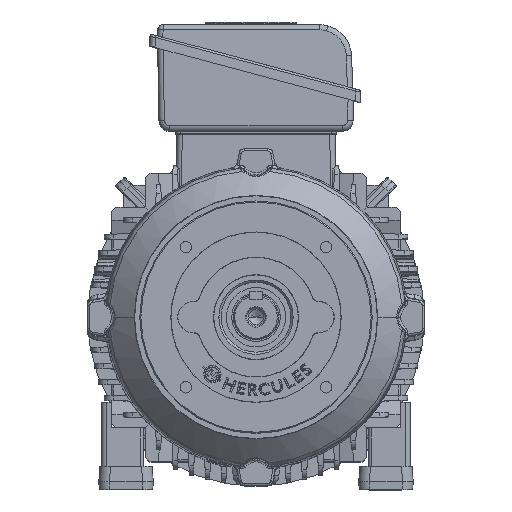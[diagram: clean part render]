
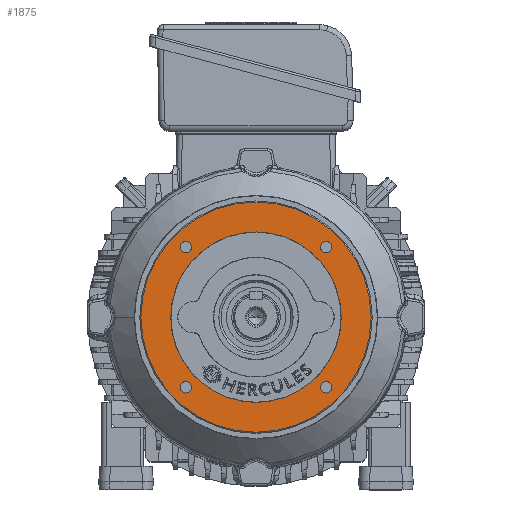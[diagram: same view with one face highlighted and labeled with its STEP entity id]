
A CAD part, top view. The second image highlights one B-rep face of the part: STEP entity #1875.
In plain terms, the highlighted face is planar.
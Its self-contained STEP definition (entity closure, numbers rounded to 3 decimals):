
#610 = DIRECTION ( 'NONE',  ( 0., 0., -1. ) ) ;
#1334 = VERTEX_POINT ( 'NONE', #13780 ) ;
#1565 = DIRECTION ( 'NONE',  ( -1., 0., 0. ) ) ;
#1875 = ADVANCED_FACE ( 'NONE', ( #55307, #93467, #65670, #94754, #16500, #6169 ), #36537, .T. ) ;
#2876 = AXIS2_PLACEMENT_3D ( 'NONE', #46415, #74902, #116264 ) ;
#6169 = FACE_BOUND ( 'NONE', #104375, .T. ) ;
#8995 = VERTEX_POINT ( 'NONE', #104631 ) ;
#9052 = EDGE_CURVE ( 'NONE', #102228, #53408, #45839, .T. ) ;
#9069 = DIRECTION ( 'NONE',  ( -1., 0., 0. ) ) ;
#9824 = ORIENTED_EDGE ( 'NONE', *, *, #87194, .F. ) ;
#11131 = CARTESIAN_POINT ( 'NONE',  ( -11., 0., -106.95 ) ) ;
#11722 = EDGE_CURVE ( 'NONE', #95831, #78329, #47957, .T. ) ;
#12481 = ORIENTED_EDGE ( 'NONE', *, *, #60637, .T. ) ;
#13780 = CARTESIAN_POINT ( 'NONE',  ( -11., -65.125, 59.766 ) ) ;
#14991 = CARTESIAN_POINT ( 'NONE',  ( -11., 0., 0. ) ) ;
#16500 = FACE_BOUND ( 'NONE', #97358, .T. ) ;
#18621 = CARTESIAN_POINT ( 'NONE',  ( -11., 0., 79.172 ) ) ;
#20450 = CARTESIAN_POINT ( 'NONE',  ( -11., -65.125, -70.483 ) ) ;
#20544 = CARTESIAN_POINT ( 'NONE',  ( -11., 65.125, -59.766 ) ) ;
#27549 = CARTESIAN_POINT ( 'NONE',  ( -11., -65.125, 70.483 ) ) ;
#29172 = EDGE_CURVE ( 'NONE', #8995, #93235, #92717, .T. ) ;
#29885 = CARTESIAN_POINT ( 'NONE',  ( -11., -65.125, -59.766 ) ) ;
#30556 = ORIENTED_EDGE ( 'NONE', *, *, #33298, .F. ) ;
#33298 = EDGE_CURVE ( 'NONE', #37984, #34587, #113646, .T. ) ;
#34172 = DIRECTION ( 'NONE',  ( 0., 0., 1. ) ) ;
#34587 = VERTEX_POINT ( 'NONE', #20450 ) ;
#36537 = PLANE ( 'NONE',  #90356 ) ;
#36653 = AXIS2_PLACEMENT_3D ( 'NONE', #44509, #83953, #123425 ) ;
#37984 = VERTEX_POINT ( 'NONE', #29885 ) ;
#40391 = CARTESIAN_POINT ( 'NONE',  ( -11., 65.125, -65.125 ) ) ;
#40560 = AXIS2_PLACEMENT_3D ( 'NONE', #55466, #65823, #67091 ) ;
#40924 = CIRCLE ( 'NONE', #121422, 106.95 ) ;
#41413 = ORIENTED_EDGE ( 'NONE', *, *, #46522, .F. ) ;
#44327 = DIRECTION ( 'NONE',  ( 0., 0., 1. ) ) ;
#44509 = CARTESIAN_POINT ( 'NONE',  ( -11., 65.125, 65.125 ) ) ;
#44684 = CIRCLE ( 'NONE', #40560, 5.358 ) ;
#44772 = DIRECTION ( 'NONE',  ( 0., 0., 1. ) ) ;
#45384 = DIRECTION ( 'NONE',  ( 0., 0., 1. ) ) ;
#45425 = DIRECTION ( 'NONE',  ( -1., 0., 0. ) ) ;
#45839 = CIRCLE ( 'NONE', #118153, 79.172 ) ;
#46415 = CARTESIAN_POINT ( 'NONE',  ( -11., -65.125, -65.125 ) ) ;
#46522 = EDGE_CURVE ( 'NONE', #53408, #102228, #95730, .T. ) ;
#46580 = AXIS2_PLACEMENT_3D ( 'NONE', #14991, #54426, #45384 ) ;
#46864 = AXIS2_PLACEMENT_3D ( 'NONE', #66763, #45425, #44772 ) ;
#47957 = CIRCLE ( 'NONE', #120283, 5.358 ) ;
#51207 = DIRECTION ( 'NONE',  ( 0., 0., -1. ) ) ;
#51670 = CARTESIAN_POINT ( 'NONE',  ( -11., 65.125, 65.125 ) ) ;
#52253 = CIRCLE ( 'NONE', #97684, 5.358 ) ;
#52480 = DIRECTION ( 'NONE',  ( -1., 0., 0. ) ) ;
#53383 = CARTESIAN_POINT ( 'NONE',  ( -11., 107.95, 0. ) ) ;
#53408 = VERTEX_POINT ( 'NONE', #18621 ) ;
#53769 = VERTEX_POINT ( 'NONE', #27549 ) ;
#53833 = ORIENTED_EDGE ( 'NONE', *, *, #11722, .F. ) ;
#54426 = DIRECTION ( 'NONE',  ( -1., 0., 0. ) ) ;
#55307 = FACE_OUTER_BOUND ( 'NONE', #58712, .T. ) ;
#55466 = CARTESIAN_POINT ( 'NONE',  ( -11., 65.125, -65.125 ) ) ;
#57061 = EDGE_CURVE ( 'NONE', #1334, #53769, #65539, .T. ) ;
#58519 = DIRECTION ( 'NONE',  ( 0., 0., 1. ) ) ;
#58712 = EDGE_LOOP ( 'NONE', ( #95152, #12481 ) ) ;
#60637 = EDGE_CURVE ( 'NONE', #102406, #87709, #89971, .T. ) ;
#61801 = ORIENTED_EDGE ( 'NONE', *, *, #73131, .F. ) ;
#63880 = CARTESIAN_POINT ( 'NONE',  ( -11., -65.125, -65.125 ) ) ;
#65539 = CIRCLE ( 'NONE', #46864, 5.358 ) ;
#65670 = FACE_BOUND ( 'NONE', #95270, .T. ) ;
#65823 = DIRECTION ( 'NONE',  ( -1., 0., 0. ) ) ;
#66763 = CARTESIAN_POINT ( 'NONE',  ( -11., -65.125, 65.125 ) ) ;
#67091 = DIRECTION ( 'NONE',  ( 0., 0., 1. ) ) ;
#71281 = CARTESIAN_POINT ( 'NONE',  ( -11., 65.125, 70.483 ) ) ;
#71381 = ORIENTED_EDGE ( 'NONE', *, *, #120848, .F. ) ;
#73131 = EDGE_CURVE ( 'NONE', #53769, #1334, #52253, .T. ) ;
#74902 = DIRECTION ( 'NONE',  ( -1., 0., 0. ) ) ;
#76413 = CARTESIAN_POINT ( 'NONE',  ( -11., -65.125, 65.125 ) ) ;
#78329 = VERTEX_POINT ( 'NONE', #20544 ) ;
#81246 = AXIS2_PLACEMENT_3D ( 'NONE', #97640, #9069, #610 ) ;
#81330 = ORIENTED_EDGE ( 'NONE', *, *, #57061, .F. ) ;
#82669 = DIRECTION ( 'NONE',  ( -1., 0., 0. ) ) ;
#83953 = DIRECTION ( 'NONE',  ( -1., 0., 0. ) ) ;
#84533 = DIRECTION ( 'NONE',  ( 0., 0., 1. ) ) ;
#84670 = AXIS2_PLACEMENT_3D ( 'NONE', #63880, #124002, #84533 ) ;
#87194 = EDGE_CURVE ( 'NONE', #78329, #95831, #44684, .T. ) ;
#87709 = VERTEX_POINT ( 'NONE', #11131 ) ;
#88278 = EDGE_CURVE ( 'NONE', #93235, #8995, #115148, .T. ) ;
#89329 = EDGE_CURVE ( 'NONE', #87709, #102406, #40924, .T. ) ;
#89971 = CIRCLE ( 'NONE', #46580, 106.95 ) ;
#90356 = AXIS2_PLACEMENT_3D ( 'NONE', #53383, #115454, #44327 ) ;
#91099 = DIRECTION ( 'NONE',  ( -1., 0., 0. ) ) ;
#91296 = DIRECTION ( 'NONE',  ( 0., 0., 1. ) ) ;
#92717 = CIRCLE ( 'NONE', #109252, 5.358 ) ;
#93235 = VERTEX_POINT ( 'NONE', #71281 ) ;
#93467 = FACE_BOUND ( 'NONE', #111807, .T. ) ;
#93811 = ORIENTED_EDGE ( 'NONE', *, *, #88278, .F. ) ;
#94754 = FACE_BOUND ( 'NONE', #97275, .T. ) ;
#95152 = ORIENTED_EDGE ( 'NONE', *, *, #89329, .T. ) ;
#95270 = EDGE_LOOP ( 'NONE', ( #93811, #120348 ) ) ;
#95730 = CIRCLE ( 'NONE', #81246, 79.172 ) ;
#95831 = VERTEX_POINT ( 'NONE', #109729 ) ;
#96425 = DIRECTION ( 'NONE',  ( -1., 0., 0. ) ) ;
#97275 = EDGE_LOOP ( 'NONE', ( #61801, #81330 ) ) ;
#97358 = EDGE_LOOP ( 'NONE', ( #30556, #71381 ) ) ;
#97640 = CARTESIAN_POINT ( 'NONE',  ( -11., 0., 0. ) ) ;
#97684 = AXIS2_PLACEMENT_3D ( 'NONE', #76413, #96425, #114574 ) ;
#98092 = CARTESIAN_POINT ( 'NONE',  ( -11., 0., -79.172 ) ) ;
#100346 = CARTESIAN_POINT ( 'NONE',  ( -11., 0., 0. ) ) ;
#101019 = CARTESIAN_POINT ( 'NONE',  ( -11., 0., 0. ) ) ;
#102228 = VERTEX_POINT ( 'NONE', #98092 ) ;
#102406 = VERTEX_POINT ( 'NONE', #103189 ) ;
#103189 = CARTESIAN_POINT ( 'NONE',  ( -11., 0., 106.95 ) ) ;
#104375 = EDGE_LOOP ( 'NONE', ( #41413, #107520 ) ) ;
#104631 = CARTESIAN_POINT ( 'NONE',  ( -11., 65.125, 59.766 ) ) ;
#107520 = ORIENTED_EDGE ( 'NONE', *, *, #9052, .F. ) ;
#109252 = AXIS2_PLACEMENT_3D ( 'NONE', #51670, #91099, #34172 ) ;
#109729 = CARTESIAN_POINT ( 'NONE',  ( -11., 65.125, -70.483 ) ) ;
#111807 = EDGE_LOOP ( 'NONE', ( #9824, #53833 ) ) ;
#113646 = CIRCLE ( 'NONE', #84670, 5.358 ) ;
#114574 = DIRECTION ( 'NONE',  ( 0., 0., 1. ) ) ;
#115148 = CIRCLE ( 'NONE', #36653, 5.358 ) ;
#115454 = DIRECTION ( 'NONE',  ( -1., 0., 0. ) ) ;
#116264 = DIRECTION ( 'NONE',  ( 0., 0., 1. ) ) ;
#118153 = AXIS2_PLACEMENT_3D ( 'NONE', #100346, #82669, #51207 ) ;
#120283 = AXIS2_PLACEMENT_3D ( 'NONE', #40391, #1565, #58519 ) ;
#120348 = ORIENTED_EDGE ( 'NONE', *, *, #29172, .F. ) ;
#120848 = EDGE_CURVE ( 'NONE', #34587, #37984, #126802, .T. ) ;
#121422 = AXIS2_PLACEMENT_3D ( 'NONE', #101019, #52480, #91296 ) ;
#123425 = DIRECTION ( 'NONE',  ( 0., 0., 1. ) ) ;
#124002 = DIRECTION ( 'NONE',  ( -1., 0., 0. ) ) ;
#126802 = CIRCLE ( 'NONE', #2876, 5.358 ) ;
